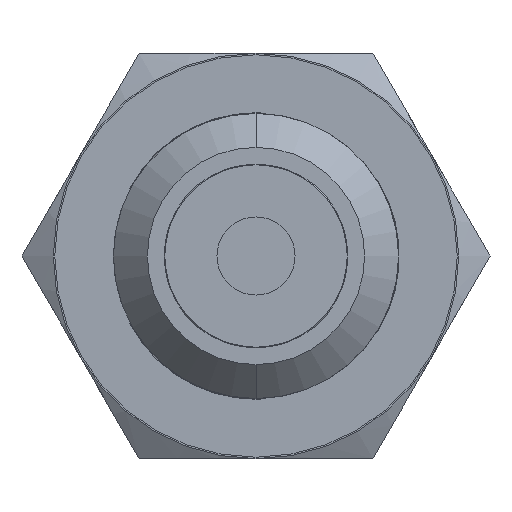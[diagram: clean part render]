
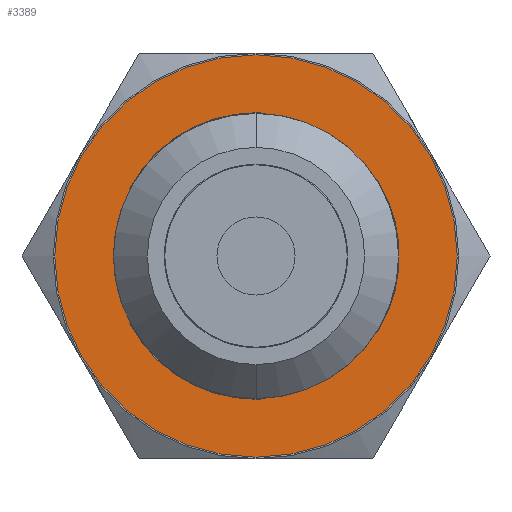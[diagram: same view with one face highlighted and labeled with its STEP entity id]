
A CAD part, front view. The second image highlights one B-rep face of the part: STEP entity #3389.
In plain terms, the highlighted planar face has unit normal (0, -1, 0).
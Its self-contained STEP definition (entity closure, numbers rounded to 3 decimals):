
#76 = ORIENTED_EDGE ( 'NONE', *, *, #424, .F. ) ;
#77 = ORIENTED_EDGE ( 'NONE', *, *, #1441, .F. ) ;
#78 = ORIENTED_EDGE ( 'NONE', *, *, #3383, .F. ) ;
#79 = ORIENTED_EDGE ( 'NONE', *, *, #1414, .F. ) ;
#80 = ORIENTED_EDGE ( 'NONE', *, *, #1431, .F. ) ;
#81 = ORIENTED_EDGE ( 'NONE', *, *, #752, .T. ) ;
#82 = EDGE_CURVE ( 'NONE', #1432, #724, #333, .T. ) ;
#83 = ORIENTED_EDGE ( 'NONE', *, *, #82, .F. ) ;
#84 = ORIENTED_EDGE ( 'NONE', *, *, #1428, .F. ) ;
#85 = ORIENTED_EDGE ( 'NONE', *, *, #3385, .F. ) ;
#86 = ORIENTED_EDGE ( 'NONE', *, *, #88, .F. ) ;
#87 = ORIENTED_EDGE ( 'NONE', *, *, #446, .F. ) ;
#88 = EDGE_CURVE ( 'NONE', #437, #3304, #324, .T. ) ;
#89 = ORIENTED_EDGE ( 'NONE', *, *, #3300, .T. ) ;
#90 = ORIENTED_EDGE ( 'NONE', *, *, #1402, .F. ) ;
#91 = EDGE_CURVE ( 'NONE', #440, #436, #308, .T. ) ;
#306 = CARTESIAN_POINT ( 'NONE',  ( 0., 6., 0. ) ) ;
#307 = AXIS2_PLACEMENT_3D ( 'NONE', #306, #310, #309 ) ;
#308 = CIRCLE ( 'NONE', #307, 6.95 ) ;
#309 = DIRECTION ( 'NONE',  ( 0., 0., -1. ) ) ;
#310 = DIRECTION ( 'NONE',  ( 0., -1., 0. ) ) ;
#311 = DIRECTION ( 'NONE',  ( -0.866, 0., 0.5 ) ) ;
#312 = VECTOR ( 'NONE', #311, 1000. ) ;
#319 = CARTESIAN_POINT ( 'NONE',  ( 0.129, 6., 4.948 ) ) ;
#323 = CARTESIAN_POINT ( 'NONE',  ( -4.35, 6., -2.362 ) ) ;
#324 = LINE ( 'NONE', #323, #328 ) ;
#327 = DIRECTION ( 'NONE',  ( 0., 0., -1. ) ) ;
#328 = VECTOR ( 'NONE', #327, 1000. ) ;
#333 = LINE ( 'NONE', #319, #312 ) ;
#339 = VERTEX_POINT ( 'NONE', #955 ) ;
#414 = VERTEX_POINT ( 'NONE', #1030 ) ;
#423 = VERTEX_POINT ( 'NONE', #1031 ) ;
#424 = EDGE_CURVE ( 'NONE', #423, #414, #1011, .T. ) ;
#436 = VERTEX_POINT ( 'NONE', #1099 ) ;
#437 = VERTEX_POINT ( 'NONE', #1097 ) ;
#440 = VERTEX_POINT ( 'NONE', #1246 ) ;
#443 = EDGE_CURVE ( 'NONE', #436, #440, #1230, .T. ) ;
#446 = EDGE_CURVE ( 'NONE', #339, #437, #1245, .T. ) ;
#724 = VERTEX_POINT ( 'NONE', #2453 ) ;
#752 = EDGE_CURVE ( 'NONE', #763, #724, #2511, .T. ) ;
#763 = VERTEX_POINT ( 'NONE', #2586 ) ;
#770 = EDGE_CURVE ( 'NONE', #780, #779, #2583, .T. ) ;
#779 = VERTEX_POINT ( 'NONE', #2540 ) ;
#780 = VERTEX_POINT ( 'NONE', #2539 ) ;
#955 = CARTESIAN_POINT ( 'NONE',  ( 0., 6., 4.95 ) ) ;
#1011 = CIRCLE ( 'NONE', #1039, 4.95 ) ;
#1030 = CARTESIAN_POINT ( 'NONE',  ( 0., 6., -4.95 ) ) ;
#1031 = CARTESIAN_POINT ( 'NONE',  ( -4.35, 6., -2.362 ) ) ;
#1036 = DIRECTION ( 'NONE',  ( 0., 0., -1. ) ) ;
#1037 = DIRECTION ( 'NONE',  ( 0., -1., 0. ) ) ;
#1038 = CARTESIAN_POINT ( 'NONE',  ( 0., 6., 0. ) ) ;
#1039 = AXIS2_PLACEMENT_3D ( 'NONE', #1038, #1037, #1036 ) ;
#1097 = CARTESIAN_POINT ( 'NONE',  ( -4.35, 6., 2.362 ) ) ;
#1099 = CARTESIAN_POINT ( 'NONE',  ( 0., 6., -6.95 ) ) ;
#1224 = DIRECTION ( 'NONE',  ( 0., -1., 0. ) ) ;
#1230 = CIRCLE ( 'NONE', #1232, 6.95 ) ;
#1232 = AXIS2_PLACEMENT_3D ( 'NONE', #1282, #1224, #1286 ) ;
#1244 = AXIS2_PLACEMENT_3D ( 'NONE', #1297, #1274, #1273 ) ;
#1245 = CIRCLE ( 'NONE', #1244, 4.95 ) ;
#1246 = CARTESIAN_POINT ( 'NONE',  ( 0., 6., 6.95 ) ) ;
#1273 = DIRECTION ( 'NONE',  ( 0., 0., -1. ) ) ;
#1274 = DIRECTION ( 'NONE',  ( 0., -1., 0. ) ) ;
#1282 = CARTESIAN_POINT ( 'NONE',  ( 0., 6., 0. ) ) ;
#1286 = DIRECTION ( 'NONE',  ( 0., 0., -1. ) ) ;
#1297 = CARTESIAN_POINT ( 'NONE',  ( 0., 6., 0. ) ) ;
#1304 = VERTEX_POINT ( 'NONE', #1613 ) ;
#1402 = EDGE_CURVE ( 'NONE', #3301, #423, #1776, .T. ) ;
#1412 = VERTEX_POINT ( 'NONE', #1819 ) ;
#1414 = EDGE_CURVE ( 'NONE', #780, #1412, #1826, .T. ) ;
#1428 = EDGE_CURVE ( 'NONE', #763, #1433, #1812, .T. ) ;
#1431 = EDGE_CURVE ( 'NONE', #1412, #1432, #1843, .T. ) ;
#1432 = VERTEX_POINT ( 'NONE', #1869 ) ;
#1433 = VERTEX_POINT ( 'NONE', #1873 ) ;
#1441 = EDGE_CURVE ( 'NONE', #414, #1304, #1871, .T. ) ;
#1613 = CARTESIAN_POINT ( 'NONE',  ( 0.129, 6., -4.948 ) ) ;
#1745 = DIRECTION ( 'NONE',  ( 0., 0., -1. ) ) ;
#1746 = VECTOR ( 'NONE', #1745, 1000. ) ;
#1775 = CARTESIAN_POINT ( 'NONE',  ( -4.35, 6., -2.362 ) ) ;
#1776 = LINE ( 'NONE', #1775, #1746 ) ;
#1809 = DIRECTION ( 'NONE',  ( -0.866, 0., 0.5 ) ) ;
#1810 = VECTOR ( 'NONE', #1809, 1000. ) ;
#1811 = CARTESIAN_POINT ( 'NONE',  ( 0.129, 6., 4.948 ) ) ;
#1812 = LINE ( 'NONE', #1811, #1810 ) ;
#1819 = CARTESIAN_POINT ( 'NONE',  ( 4.221, 6., -2.586 ) ) ;
#1823 = DIRECTION ( 'NONE',  ( 0.866, 0., 0.5 ) ) ;
#1824 = VECTOR ( 'NONE', #1823, 1000. ) ;
#1825 = CARTESIAN_POINT ( 'NONE',  ( 4.221, 6., -2.586 ) ) ;
#1826 = LINE ( 'NONE', #1825, #1824 ) ;
#1839 = DIRECTION ( 'NONE',  ( 0., 0., -1. ) ) ;
#1840 = DIRECTION ( 'NONE',  ( 0., -1., 0. ) ) ;
#1841 = CARTESIAN_POINT ( 'NONE',  ( 0., 6., 0. ) ) ;
#1842 = AXIS2_PLACEMENT_3D ( 'NONE', #1841, #1840, #1839 ) ;
#1843 = CIRCLE ( 'NONE', #1842, 4.95 ) ;
#1869 = CARTESIAN_POINT ( 'NONE',  ( 4.221, 6., 2.586 ) ) ;
#1870 = AXIS2_PLACEMENT_3D ( 'NONE', #1885, #1884, #1883 ) ;
#1871 = CIRCLE ( 'NONE', #1870, 4.95 ) ;
#1873 = CARTESIAN_POINT ( 'NONE',  ( 0.129, 6., 4.948 ) ) ;
#1883 = DIRECTION ( 'NONE',  ( 0., 0., -1. ) ) ;
#1884 = DIRECTION ( 'NONE',  ( 0., -1., 0. ) ) ;
#1885 = CARTESIAN_POINT ( 'NONE',  ( 0., 6., 0. ) ) ;
#2062 = CARTESIAN_POINT ( 'NONE',  ( -4.35, 6., -2.309 ) ) ;
#2063 = DIRECTION ( 'NONE',  ( 0., 0., -1. ) ) ;
#2064 = DIRECTION ( 'NONE',  ( 0., 1., 0. ) ) ;
#2065 = CARTESIAN_POINT ( 'NONE',  ( 0., 6., 0. ) ) ;
#2066 = AXIS2_PLACEMENT_3D ( 'NONE', #2065, #2064, #2063 ) ;
#2067 = CIRCLE ( 'NONE', #2066, 4.925 ) ;
#2104 = CARTESIAN_POINT ( 'NONE',  ( -4.35, 6., 2.309 ) ) ;
#2144 = FACE_BOUND ( 'NONE', #3378, .T. ) ;
#2145 = FACE_OUTER_BOUND ( 'NONE', #3382, .T. ) ;
#2146 = DIRECTION ( 'NONE',  ( 0., 0., -1. ) ) ;
#2147 = DIRECTION ( 'NONE',  ( 0., -1., 0. ) ) ;
#2148 = CARTESIAN_POINT ( 'NONE',  ( 0., 6., 0. ) ) ;
#2149 = AXIS2_PLACEMENT_3D ( 'NONE', #2148, #2147, #2146 ) ;
#2150 = CIRCLE ( 'NONE', #2149, 4.95 ) ;
#2165 = DIRECTION ( 'NONE',  ( 0.866, 0., 0.5 ) ) ;
#2166 = VECTOR ( 'NONE', #2165, 1000. ) ;
#2167 = CARTESIAN_POINT ( 'NONE',  ( 4.221, 6., -2.586 ) ) ;
#2168 = LINE ( 'NONE', #2167, #2166 ) ;
#2173 = DIRECTION ( 'NONE',  ( 0., 0., -1. ) ) ;
#2174 = DIRECTION ( 'NONE',  ( 0., -1., 0. ) ) ;
#2175 = CARTESIAN_POINT ( 'NONE',  ( 4.95, 6., 0. ) ) ;
#2177 = AXIS2_PLACEMENT_3D ( 'NONE', #2175, #2174, #2173 ) ;
#2178 = PLANE ( 'NONE',  #2177 ) ;
#2453 = CARTESIAN_POINT ( 'NONE',  ( 4.175, 6., 2.613 ) ) ;
#2504 = DIRECTION ( 'NONE',  ( 0., 0., -1. ) ) ;
#2505 = DIRECTION ( 'NONE',  ( 0., 1., 0. ) ) ;
#2506 = CARTESIAN_POINT ( 'NONE',  ( 0., 6., 0. ) ) ;
#2507 = AXIS2_PLACEMENT_3D ( 'NONE', #2506, #2505, #2504 ) ;
#2511 = CIRCLE ( 'NONE', #2507, 4.925 ) ;
#2539 = CARTESIAN_POINT ( 'NONE',  ( 4.175, 6., -2.613 ) ) ;
#2540 = CARTESIAN_POINT ( 'NONE',  ( 0.175, 6., -4.922 ) ) ;
#2579 = DIRECTION ( 'NONE',  ( 0., 0., -1. ) ) ;
#2580 = DIRECTION ( 'NONE',  ( 0., 1., 0. ) ) ;
#2581 = CARTESIAN_POINT ( 'NONE',  ( 0., 6., 0. ) ) ;
#2582 = AXIS2_PLACEMENT_3D ( 'NONE', #2581, #2580, #2579 ) ;
#2583 = CIRCLE ( 'NONE', #2582, 4.925 ) ;
#2586 = CARTESIAN_POINT ( 'NONE',  ( 0.175, 6., 4.922 ) ) ;
#3300 = EDGE_CURVE ( 'NONE', #3301, #3304, #2067, .T. ) ;
#3301 = VERTEX_POINT ( 'NONE', #2062 ) ;
#3304 = VERTEX_POINT ( 'NONE', #2104 ) ;
#3376 = ORIENTED_EDGE ( 'NONE', *, *, #443, .T. ) ;
#3378 = EDGE_LOOP ( 'NONE', ( #90, #89, #86, #87, #85, #84, #81, #83, #80, #79, #3388, #78, #77, #76 ) ) ;
#3382 = EDGE_LOOP ( 'NONE', ( #3376, #3387 ) ) ;
#3383 = EDGE_CURVE ( 'NONE', #1304, #779, #2168, .T. ) ;
#3385 = EDGE_CURVE ( 'NONE', #1433, #339, #2150, .T. ) ;
#3387 = ORIENTED_EDGE ( 'NONE', *, *, #91, .T. ) ;
#3388 = ORIENTED_EDGE ( 'NONE', *, *, #770, .T. ) ;
#3389 = ADVANCED_FACE ( 'NONE', ( #2145, #2144 ), #2178, .T. ) ;
